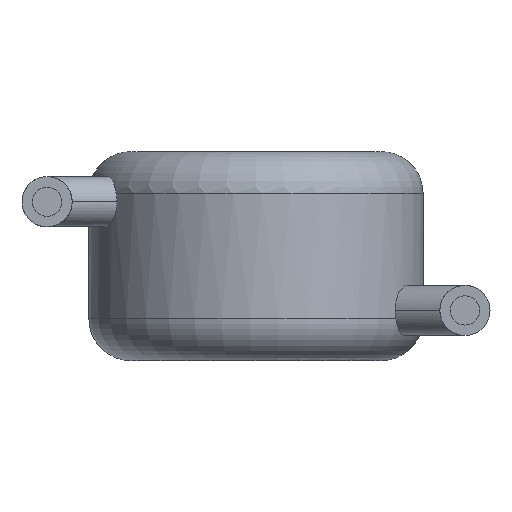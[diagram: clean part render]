
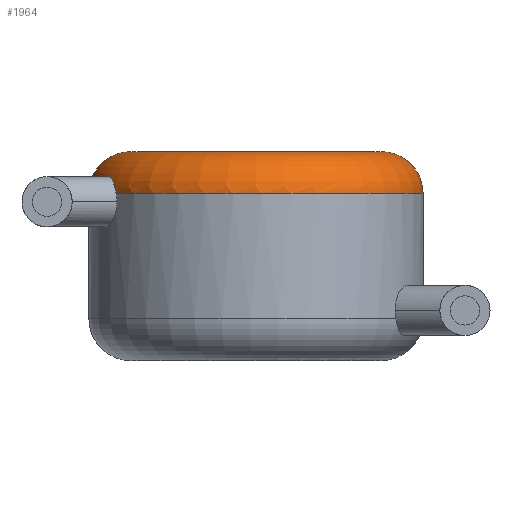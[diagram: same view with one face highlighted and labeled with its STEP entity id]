
A CAD part, front view. The second image highlights one B-rep face of the part: STEP entity #1964.
In plain terms, the highlighted toroidal (fillet/blend) face has major radius 3 mm and minor radius 1 mm.
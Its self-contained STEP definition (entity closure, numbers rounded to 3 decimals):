
#13 = DIRECTION ( 'NONE',  ( 1., 0., 0. ) ) ;
#31 = CARTESIAN_POINT ( 'NONE',  ( 4., 0., 4. ) ) ;
#51 = DIRECTION ( 'NONE',  ( -1., 0., 0. ) ) ;
#70 = AXIS2_PLACEMENT_3D ( 'NONE', #1475, #3457, #563 ) ;
#150 = CARTESIAN_POINT ( 'NONE',  ( -3.496, -1.771, 4.399 ) ) ;
#174 = VERTEX_POINT ( 'NONE', #428 ) ;
#236 = CIRCLE ( 'NONE', #1670, 4. ) ;
#271 = CIRCLE ( 'NONE', #3211, 1. ) ;
#383 = CARTESIAN_POINT ( 'NONE',  ( -3.6, -1.547, 4.401 ) ) ;
#423 = CARTESIAN_POINT ( 'NONE',  ( -3.827, -1.164, 4. ) ) ;
#428 = CARTESIAN_POINT ( 'NONE',  ( 3., 0., 5. ) ) ;
#519 = EDGE_CURVE ( 'NONE', #2439, #1025, #1661, .T. ) ;
#546 = CARTESIAN_POINT ( 'NONE',  ( 0., 0., 5. ) ) ;
#563 = DIRECTION ( 'NONE',  ( 1., 0., 0. ) ) ;
#584 = CARTESIAN_POINT ( 'NONE',  ( 0., 0., 4. ) ) ;
#671 = CARTESIAN_POINT ( 'NONE',  ( -3., 0., 4. ) ) ;
#689 = CARTESIAN_POINT ( 'NONE',  ( -4., 0., 4. ) ) ;
#764 = EDGE_CURVE ( 'NONE', #1252, #2727, #271, .T. ) ;
#769 = CARTESIAN_POINT ( 'NONE',  ( 3., 0., 4. ) ) ;
#820 = ORIENTED_EDGE ( 'NONE', *, *, #764, .F. ) ;
#850 = CARTESIAN_POINT ( 'NONE',  ( 0., 0., 4. ) ) ;
#897 = ORIENTED_EDGE ( 'NONE', *, *, #2446, .F. ) ;
#933 = DIRECTION ( 'NONE',  ( 0., 1., 0. ) ) ;
#1025 = VERTEX_POINT ( 'NONE', #3646 ) ;
#1076 = EDGE_LOOP ( 'NONE', ( #820, #1875, #3545, #897, #1837, #2212 ) ) ;
#1252 = VERTEX_POINT ( 'NONE', #689 ) ;
#1282 = CARTESIAN_POINT ( 'NONE',  ( -3.368, -2.158, 4.118 ) ) ;
#1441 = FACE_OUTER_BOUND ( 'NONE', #1076, .T. ) ;
#1475 = CARTESIAN_POINT ( 'NONE',  ( 0., 0., 4. ) ) ;
#1562 = CARTESIAN_POINT ( 'NONE',  ( -3.815, -1.204, 4.117 ) ) ;
#1613 = CIRCLE ( 'NONE', #3120, 4. ) ;
#1626 = CIRCLE ( 'NONE', #3657, 1. ) ;
#1661 = B_SPLINE_CURVE_WITH_KNOTS ( 'NONE', 3,
 ( #423, #1562, #2368, #2712, #383, #150, #2088, #1861, #1282, #2433 ),
 .UNSPECIFIED., .F., .F.,
 ( 4, 2, 2, 2, 4 ),
 ( 0., 0., 0.001, 0.001, 0.001 ),
 .UNSPECIFIED. ) ;
#1670 = AXIS2_PLACEMENT_3D ( 'NONE', #850, #2765, #13 ) ;
#1837 = ORIENTED_EDGE ( 'NONE', *, *, #3392, .T. ) ;
#1861 = CARTESIAN_POINT ( 'NONE',  ( -3.392, -2.081, 4.22 ) ) ;
#1875 = ORIENTED_EDGE ( 'NONE', *, *, #2462, .F. ) ;
#1913 = DIRECTION ( 'NONE',  ( 0., 0., -1. ) ) ;
#1917 = AXIS2_PLACEMENT_3D ( 'NONE', #546, #2848, #3692 ) ;
#1921 = TOROIDAL_SURFACE ( 'NONE', #70, 3., 1. ) ;
#1956 = VERTEX_POINT ( 'NONE', #31 ) ;
#1964 = ADVANCED_FACE ( 'NONE', ( #1441 ), #1921, .T. ) ;
#2088 = CARTESIAN_POINT ( 'NONE',  ( -3.455, -1.888, 4.36 ) ) ;
#2212 = ORIENTED_EDGE ( 'NONE', *, *, #2441, .F. ) ;
#2337 = DIRECTION ( 'NONE',  ( 0., 0., -1. ) ) ;
#2368 = CARTESIAN_POINT ( 'NONE',  ( -3.772, -1.269, 4.219 ) ) ;
#2433 = CARTESIAN_POINT ( 'NONE',  ( -3.346, -2.192, 4. ) ) ;
#2439 = VERTEX_POINT ( 'NONE', #3129 ) ;
#2441 = EDGE_CURVE ( 'NONE', #2727, #174, #2634, .T. ) ;
#2446 = EDGE_CURVE ( 'NONE', #1956, #1025, #236, .T. ) ;
#2462 = EDGE_CURVE ( 'NONE', #2439, #1252, #1613, .T. ) ;
#2509 = DIRECTION ( 'NONE',  ( 0., -1., 0. ) ) ;
#2621 = CARTESIAN_POINT ( 'NONE',  ( -3., 0., 5. ) ) ;
#2634 = CIRCLE ( 'NONE', #1917, 3. ) ;
#2712 = CARTESIAN_POINT ( 'NONE',  ( -3.663, -1.441, 4.362 ) ) ;
#2727 = VERTEX_POINT ( 'NONE', #2621 ) ;
#2765 = DIRECTION ( 'NONE',  ( 0., 0., -1. ) ) ;
#2848 = DIRECTION ( 'NONE',  ( 0., 0., 1. ) ) ;
#2875 = DIRECTION ( 'NONE',  ( 1., 0., 0. ) ) ;
#3120 = AXIS2_PLACEMENT_3D ( 'NONE', #584, #2337, #2875 ) ;
#3129 = CARTESIAN_POINT ( 'NONE',  ( -3.827, -1.164, 4. ) ) ;
#3211 = AXIS2_PLACEMENT_3D ( 'NONE', #671, #933, #51 ) ;
#3392 = EDGE_CURVE ( 'NONE', #1956, #174, #1626, .T. ) ;
#3457 = DIRECTION ( 'NONE',  ( 0., 0., 1. ) ) ;
#3545 = ORIENTED_EDGE ( 'NONE', *, *, #519, .T. ) ;
#3646 = CARTESIAN_POINT ( 'NONE',  ( -3.346, -2.192, 4. ) ) ;
#3657 = AXIS2_PLACEMENT_3D ( 'NONE', #769, #2509, #1913 ) ;
#3692 = DIRECTION ( 'NONE',  ( 1., 0., 0. ) ) ;
